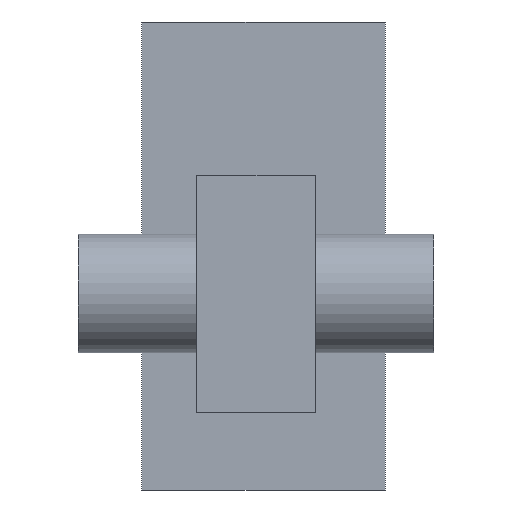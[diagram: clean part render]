
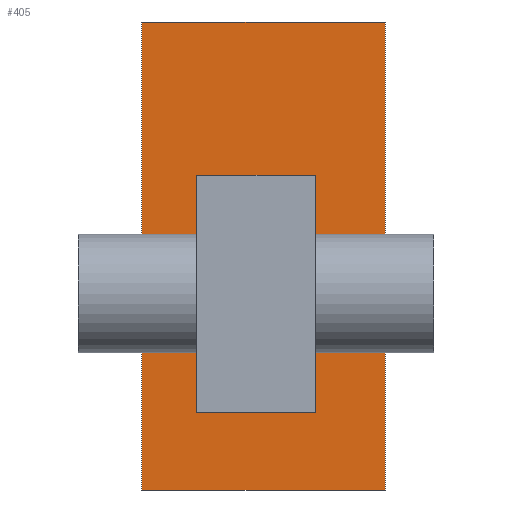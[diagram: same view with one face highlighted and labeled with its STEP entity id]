
A CAD part, left-side view. The second image highlights one B-rep face of the part: STEP entity #405.
In plain terms, the highlighted planar face has unit normal (-1, 0, 0).
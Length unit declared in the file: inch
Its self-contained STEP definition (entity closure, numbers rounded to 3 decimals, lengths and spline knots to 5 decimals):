
#195=FACE_OUTER_BOUND('',#213,.T.);
#213=EDGE_LOOP('',(#372,#373,#374,#375));
#228=LINE('',#783,#254);
#232=LINE('',#791,#258);
#235=LINE('',#797,#261);
#238=LINE('',#802,#264);
#254=VECTOR('',#624,0.3937);
#258=VECTOR('',#630,0.3937);
#261=VECTOR('',#635,0.3937);
#264=VECTOR('',#640,0.3937);
#278=VERTEX_POINT('',#781);
#279=VERTEX_POINT('',#782);
#282=VERTEX_POINT('',#790);
#284=VERTEX_POINT('',#796);
#304=EDGE_CURVE('',#278,#279,#228,.T.);
#308=EDGE_CURVE('',#282,#278,#232,.T.);
#311=EDGE_CURVE('',#284,#282,#235,.T.);
#314=EDGE_CURVE('',#279,#284,#238,.T.);
#372=ORIENTED_EDGE('',*,*,#308,.T.);
#373=ORIENTED_EDGE('',*,*,#304,.T.);
#374=ORIENTED_EDGE('',*,*,#314,.T.);
#375=ORIENTED_EDGE('',*,*,#311,.T.);
#389=PLANE('',#508);
#405=ADVANCED_FACE('',(#195),#389,.F.);
#508=AXIS2_PLACEMENT_3D('',#805,#644,#645);
#624=DIRECTION('',(0.,0.,1.));
#630=DIRECTION('',(0.,-1.,0.));
#635=DIRECTION('',(0.,0.,-1.));
#640=DIRECTION('',(0.,1.,0.));
#644=DIRECTION('center_axis',(1.,0.,0.));
#645=DIRECTION('ref_axis',(0.,0.,-1.));
#781=CARTESIAN_POINT('',(-0.2255,-0.1561,-0.294));
#782=CARTESIAN_POINT('',(-0.2255,-0.1561,1.26039));
#783=CARTESIAN_POINT('',(-0.2255,-0.1561,0.0946));
#790=CARTESIAN_POINT('',(-0.2255,0.65143,-0.294));
#791=CARTESIAN_POINT('',(-0.2255,0.44955,-0.294));
#796=CARTESIAN_POINT('',(-0.2255,0.65143,1.26039));
#797=CARTESIAN_POINT('',(-0.2255,0.65143,0.87179));
#802=CARTESIAN_POINT('',(-0.2255,0.04578,1.26039));
#805=CARTESIAN_POINT('Origin',(-0.2255,0.24767,0.4832));
